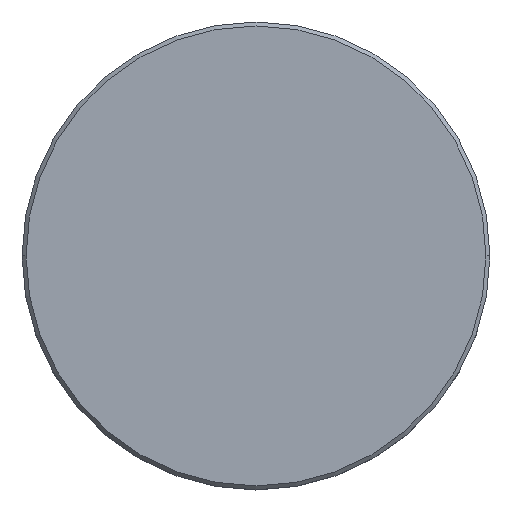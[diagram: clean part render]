
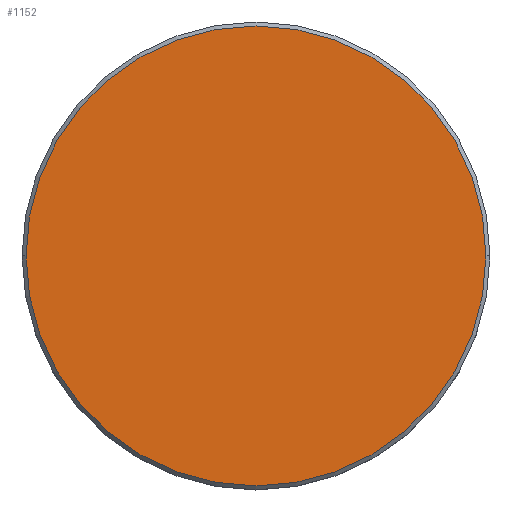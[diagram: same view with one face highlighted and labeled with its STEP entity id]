
A CAD part, top view. The second image highlights one B-rep face of the part: STEP entity #1152.
In plain terms, the highlighted planar face has unit normal (0, 0, 1).
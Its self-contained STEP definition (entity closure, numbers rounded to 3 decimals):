
#15 = EDGE_LOOP ( 'NONE', ( #946, #684 ) ) ;
#91 = EDGE_CURVE ( 'NONE', #1009, #164, #1067, .T. ) ;
#161 = DIRECTION ( 'NONE',  ( 0., 0., 1. ) ) ;
#164 = VERTEX_POINT ( 'NONE', #1163 ) ;
#208 = CIRCLE ( 'NONE', #1015, 29. ) ;
#306 = CARTESIAN_POINT ( 'NONE',  ( 0., 0., 0. ) ) ;
#328 = AXIS2_PLACEMENT_3D ( 'NONE', #663, #161, #519 ) ;
#373 = DIRECTION ( 'NONE',  ( 1., 0., 0. ) ) ;
#492 = DIRECTION ( 'NONE',  ( 0., 0., 1. ) ) ;
#519 = DIRECTION ( 'NONE',  ( 1., 0., 0. ) ) ;
#550 = AXIS2_PLACEMENT_3D ( 'NONE', #306, #492, #1139 ) ;
#635 = EDGE_CURVE ( 'NONE', #164, #1009, #208, .T. ) ;
#636 = FACE_OUTER_BOUND ( 'NONE', #15, .T. ) ;
#663 = CARTESIAN_POINT ( 'NONE',  ( 0., 0., 0. ) ) ;
#684 = ORIENTED_EDGE ( 'NONE', *, *, #635, .T. ) ;
#783 = CARTESIAN_POINT ( 'NONE',  ( -29., 0., 0. ) ) ;
#824 = CARTESIAN_POINT ( 'NONE',  ( 0., 0., 0. ) ) ;
#946 = ORIENTED_EDGE ( 'NONE', *, *, #91, .T. ) ;
#1009 = VERTEX_POINT ( 'NONE', #783 ) ;
#1015 = AXIS2_PLACEMENT_3D ( 'NONE', #824, #1178, #373 ) ;
#1067 = CIRCLE ( 'NONE', #550, 29. ) ;
#1126 = PLANE ( 'NONE',  #328 ) ;
#1139 = DIRECTION ( 'NONE',  ( 1., 0., 0. ) ) ;
#1152 = ADVANCED_FACE ( 'NONE', ( #636 ), #1126, .T. ) ;
#1163 = CARTESIAN_POINT ( 'NONE',  ( 29., 0., 0. ) ) ;
#1178 = DIRECTION ( 'NONE',  ( 0., 0., 1. ) ) ;
